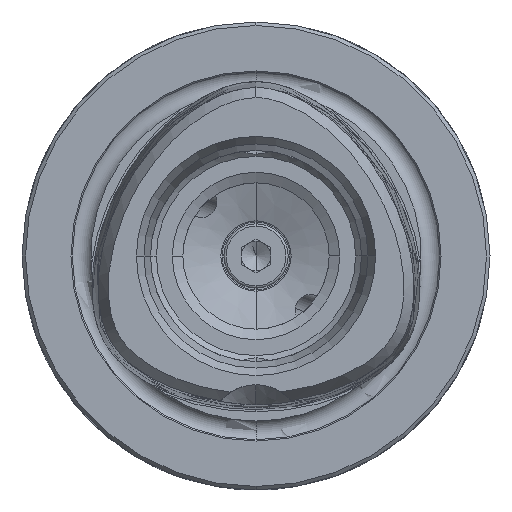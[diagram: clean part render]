
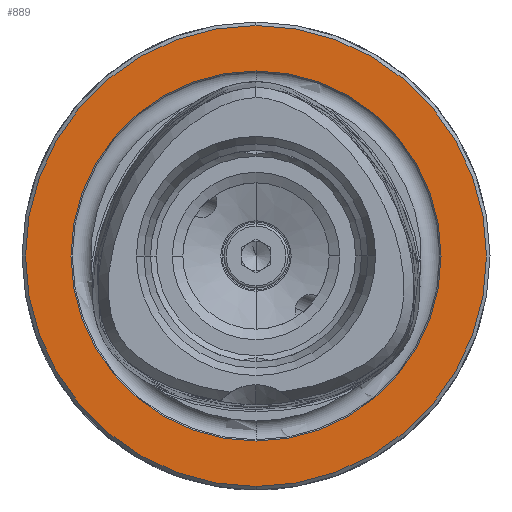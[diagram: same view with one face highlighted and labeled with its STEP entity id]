
A CAD part, front view. The second image highlights one B-rep face of the part: STEP entity #889.
In plain terms, the highlighted planar face has unit normal (0, -1, 0).
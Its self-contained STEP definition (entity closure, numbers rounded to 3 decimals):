
#255 = ORIENTED_EDGE ( 'NONE', *, *, #6695, .F. ) ;
#273 = DIRECTION ( 'NONE',  ( 0., 0., 1. ) ) ;
#379 = DIRECTION ( 'NONE',  ( 0., 0., 1. ) ) ;
#889 = ADVANCED_FACE ( 'NONE', ( #5401, #11182 ), #20027, .T. ) ;
#1086 = EDGE_LOOP ( 'NONE', ( #9947, #255 ) ) ;
#1917 = VERTEX_POINT ( 'NONE', #7672 ) ;
#2561 = DIRECTION ( 'NONE',  ( 0., -1., 0. ) ) ;
#3844 = DIRECTION ( 'NONE',  ( 0., 1., 0. ) ) ;
#4262 = DIRECTION ( 'NONE',  ( 0., 0., 1. ) ) ;
#4986 = ORIENTED_EDGE ( 'NONE', *, *, #10721, .F. ) ;
#5401 = FACE_OUTER_BOUND ( 'NONE', #1086, .T. ) ;
#5516 = CIRCLE ( 'NONE', #6323, 15.814 ) ;
#5624 = CARTESIAN_POINT ( 'NONE',  ( 0., 0., 0. ) ) ;
#6323 = AXIS2_PLACEMENT_3D ( 'NONE', #7590, #2561, #273 ) ;
#6400 = CIRCLE ( 'NONE', #8708, 15.814 ) ;
#6695 = EDGE_CURVE ( 'NONE', #8500, #1917, #7816, .T. ) ;
#7590 = CARTESIAN_POINT ( 'NONE',  ( 0., 0., 0. ) ) ;
#7663 = EDGE_CURVE ( 'NONE', #23527, #10072, #5516, .T. ) ;
#7672 = CARTESIAN_POINT ( 'NONE',  ( 0., 0., -19.7 ) ) ;
#7816 = CIRCLE ( 'NONE', #18507, 19.7 ) ;
#7864 = DIRECTION ( 'NONE',  ( 0., 1., 0. ) ) ;
#8277 = EDGE_CURVE ( 'NONE', #1917, #8500, #12426, .T. ) ;
#8500 = VERTEX_POINT ( 'NONE', #15795 ) ;
#8708 = AXIS2_PLACEMENT_3D ( 'NONE', #12511, #9270, #16535 ) ;
#9270 = DIRECTION ( 'NONE',  ( 0., -1., 0. ) ) ;
#9561 = CARTESIAN_POINT ( 'NONE',  ( 0., 0., 0. ) ) ;
#9947 = ORIENTED_EDGE ( 'NONE', *, *, #8277, .F. ) ;
#10072 = VERTEX_POINT ( 'NONE', #20081 ) ;
#10721 = EDGE_CURVE ( 'NONE', #10072, #23527, #6400, .T. ) ;
#11182 = FACE_BOUND ( 'NONE', #15281, .T. ) ;
#12426 = CIRCLE ( 'NONE', #15486, 19.7 ) ;
#12511 = CARTESIAN_POINT ( 'NONE',  ( 0., 0., 0. ) ) ;
#14617 = DIRECTION ( 'NONE',  ( 0., 0., 1. ) ) ;
#14835 = CARTESIAN_POINT ( 'NONE',  ( 0., 0., -15.814 ) ) ;
#14860 = CARTESIAN_POINT ( 'NONE',  ( -22., 0., 0. ) ) ;
#15281 = EDGE_LOOP ( 'NONE', ( #4986, #19193 ) ) ;
#15486 = AXIS2_PLACEMENT_3D ( 'NONE', #5624, #3844, #379 ) ;
#15795 = CARTESIAN_POINT ( 'NONE',  ( 0., 0., 19.7 ) ) ;
#16422 = DIRECTION ( 'NONE',  ( 0., -1., 0. ) ) ;
#16535 = DIRECTION ( 'NONE',  ( 0., 0., 1. ) ) ;
#16727 = AXIS2_PLACEMENT_3D ( 'NONE', #14860, #16422, #14617 ) ;
#18507 = AXIS2_PLACEMENT_3D ( 'NONE', #9561, #7864, #4262 ) ;
#19193 = ORIENTED_EDGE ( 'NONE', *, *, #7663, .F. ) ;
#20027 = PLANE ( 'NONE',  #16727 ) ;
#20081 = CARTESIAN_POINT ( 'NONE',  ( 0., 0., 15.814 ) ) ;
#23527 = VERTEX_POINT ( 'NONE', #14835 ) ;
